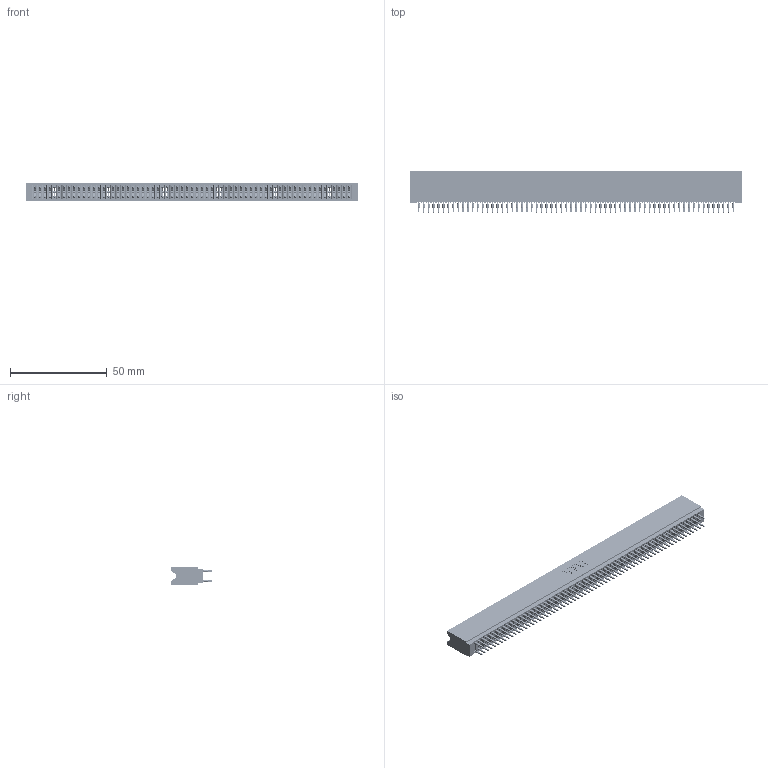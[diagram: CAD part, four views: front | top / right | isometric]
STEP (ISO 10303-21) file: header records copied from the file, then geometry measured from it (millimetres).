
FILE_DESCRIPTION (( 'STEP AP203' ), '1' );
FILE_NAME ('745-130-525-206.STEP', '2026-02-27T02:31:12', ( '' ), ( '' ), 'SwSTEP 2.0', 'SolidWorks 2023', '' );
FILE_SCHEMA (( 'CONFIG_CONTROL_DESIGN' ));
Length unit declared in the file: millimetre
Products named in the file (3): 745-130-525-206; 745 Part_Insulator Option - 06; 745-292-001_525
Assembly tree (131 placements, depth 2):
  745-130-525-206
    745 Part_Insulator Option - 06
    745-292-001_525  x130
Bounding box: 171.7 x 21.22 x 8.89 mm (x, y, z)
Volume: 15265.8 mm3; surface area: 31474.3 mm2
Topology: 131 solids, 131 shells, 11731 faces, 31525 edges, 19802 vertices
Faces by surface type: plane 6036, bspline 2600, cylinder 2315, torus 780
Entity records: 106309 total; most frequent: CARTESIAN_POINT 18934, ORIENTED_EDGE 18416, DIRECTION 16068, EDGE_CURVE 9208, LINE 8636, VECTOR 8636, VERTEX_POINT 5870, AXIS2_PLACEMENT_3D 3716
